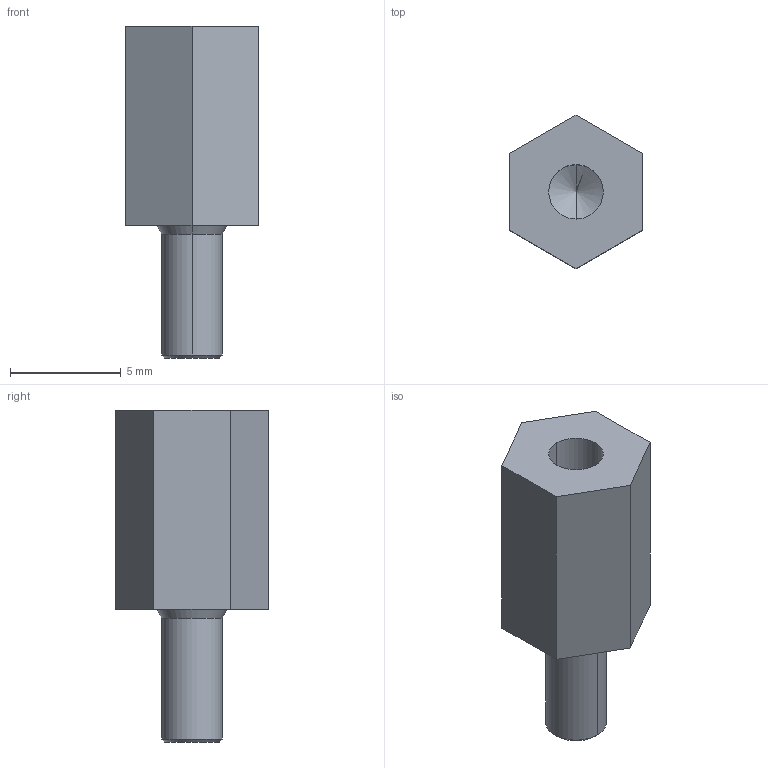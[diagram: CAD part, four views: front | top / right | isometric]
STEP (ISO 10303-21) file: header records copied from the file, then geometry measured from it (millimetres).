
FILE_DESCRIPTION(('FreeCAD Model'),'2;1');
FILE_NAME( 'standoff_outside_inside_9_real.stp', '2013-09-19T13:09:01',('FreeCAD'),('FreeCAD'), 'Open CASCADE STEP processor 6.5','FreeCAD','Unknown');
FILE_SCHEMA(('AUTOMOTIVE_DESIGN_CC2 { 1 2 10303 214 -1 1 5 4 }'));
Length unit declared in the file: millimetre
Products named in the file (1): Cut001
Bounding box: 6 x 6.93 x 15 mm (x, y, z)
Volume: 288.5 mm3; surface area: 345.7 mm2
Topology: 1 solids, 1 shells, 24 faces, 52 edges, 31 vertices
Faces by surface type: plane 10, cone 8, cylinder 6
Entity records: 1905 total; most frequent: CARTESIAN_POINT 950, DIRECTION 148, ORIENTED_EDGE 100, PCURVE 100, DEFINITIONAL_REPRESENTATION 100, B_SPLINE_CURVE_WITH_KNOTS 64, LINE 58, VECTOR 58
